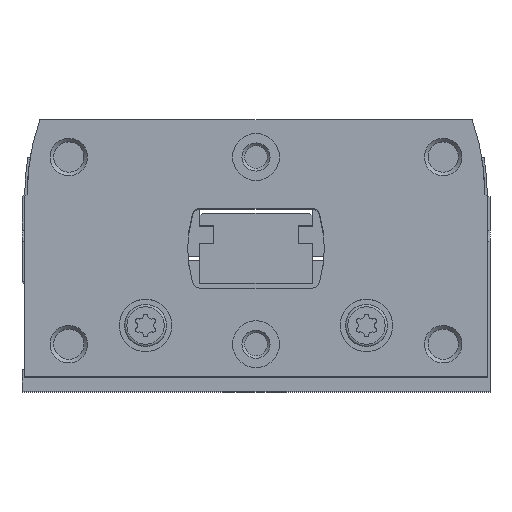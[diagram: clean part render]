
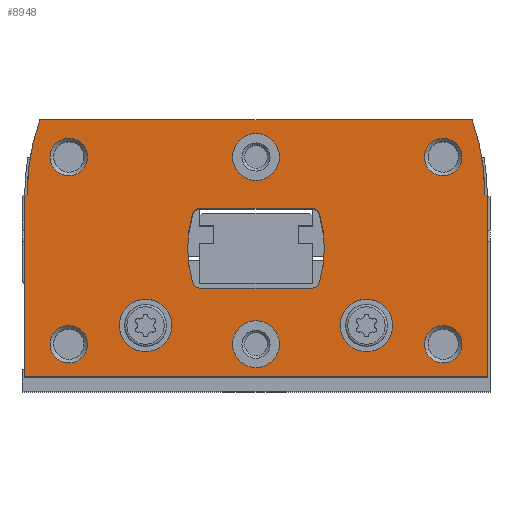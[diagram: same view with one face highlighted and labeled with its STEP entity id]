
A CAD part, top view. The second image highlights one B-rep face of the part: STEP entity #8948.
In plain terms, the highlighted planar face has unit normal (0, 0, 1).
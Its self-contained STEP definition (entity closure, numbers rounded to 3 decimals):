
#411=LINE('',#13952,#909);
#416=LINE('',#13962,#914);
#434=LINE('',#14008,#932);
#440=LINE('',#14020,#938);
#454=LINE('',#14093,#952);
#456=LINE('',#14096,#954);
#457=LINE('',#14124,#955);
#458=LINE('',#14144,#956);
#909=VECTOR('',#11419,1000.);
#914=VECTOR('',#11426,1000.);
#932=VECTOR('',#11462,1000.);
#938=VECTOR('',#11472,1000.);
#952=VECTOR('',#11528,1000.);
#954=VECTOR('',#11532,1000.);
#955=VECTOR('',#11561,1000.);
#956=VECTOR('',#11582,1000.);
#1223=PLANE('',#9730);
#2376=ORIENTED_EDGE('',*,*,#3991,.F.);
#2377=ORIENTED_EDGE('',*,*,#3992,.F.);
#2378=ORIENTED_EDGE('',*,*,#3993,.T.);
#2379=ORIENTED_EDGE('',*,*,#3994,.T.);
#2380=ORIENTED_EDGE('',*,*,#3995,.T.);
#2381=ORIENTED_EDGE('',*,*,#3996,.T.);
#2382=ORIENTED_EDGE('',*,*,#3997,.T.);
#2383=ORIENTED_EDGE('',*,*,#3998,.T.);
#2384=ORIENTED_EDGE('',*,*,#3956,.F.);
#2385=ORIENTED_EDGE('',*,*,#3974,.F.);
#2386=ORIENTED_EDGE('',*,*,#3969,.F.);
#2387=ORIENTED_EDGE('',*,*,#3965,.F.);
#2388=ORIENTED_EDGE('',*,*,#3999,.F.);
#2389=ORIENTED_EDGE('',*,*,#4000,.F.);
#2390=ORIENTED_EDGE('',*,*,#4001,.F.);
#2391=ORIENTED_EDGE('',*,*,#3959,.F.);
#2392=ORIENTED_EDGE('',*,*,#3942,.T.);
#2393=ORIENTED_EDGE('',*,*,#3936,.T.);
#2394=ORIENTED_EDGE('',*,*,#3976,.T.);
#2395=ORIENTED_EDGE('',*,*,#3907,.T.);
#2396=ORIENTED_EDGE('',*,*,#3912,.T.);
#2397=ORIENTED_EDGE('',*,*,#3916,.T.);
#2398=ORIENTED_EDGE('',*,*,#3990,.T.);
#2399=ORIENTED_EDGE('',*,*,#3948,.T.);
#3907=EDGE_CURVE('',#4815,#4814,#411,.T.);
#3912=EDGE_CURVE('',#4814,#4818,#416,.T.);
#3916=EDGE_CURVE('',#4818,#4820,#5397,.T.);
#3936=EDGE_CURVE('',#4835,#4837,#434,.T.);
#3942=EDGE_CURVE('',#4841,#4835,#440,.T.);
#3948=EDGE_CURVE('',#4846,#4841,#5403,.T.);
#3956=EDGE_CURVE('',#4851,#4852,#5407,.T.);
#3959=EDGE_CURVE('',#4852,#4853,#5408,.T.);
#3965=EDGE_CURVE('',#4857,#4858,#5411,.T.);
#3969=EDGE_CURVE('',#4858,#4861,#5413,.T.);
#3974=EDGE_CURVE('',#4861,#4851,#454,.T.);
#3976=EDGE_CURVE('',#4837,#4815,#456,.T.);
#3990=EDGE_CURVE('',#4820,#4846,#457,.T.);
#3991=EDGE_CURVE('',#4877,#4877,#5429,.T.);
#3992=EDGE_CURVE('',#4878,#4878,#5430,.T.);
#3993=EDGE_CURVE('',#4879,#4879,#5431,.T.);
#3994=EDGE_CURVE('',#4880,#4880,#5432,.T.);
#3995=EDGE_CURVE('',#4881,#4881,#5433,.T.);
#3996=EDGE_CURVE('',#4882,#4882,#5434,.T.);
#3997=EDGE_CURVE('',#4883,#4883,#5435,.T.);
#3998=EDGE_CURVE('',#4884,#4884,#5436,.T.);
#3999=EDGE_CURVE('',#4885,#4857,#5437,.T.);
#4000=EDGE_CURVE('',#4886,#4885,#458,.T.);
#4001=EDGE_CURVE('',#4853,#4886,#5438,.T.);
#4814=VERTEX_POINT('',#13951);
#4815=VERTEX_POINT('',#13953);
#4818=VERTEX_POINT('',#13961);
#4820=VERTEX_POINT('',#13968);
#4835=VERTEX_POINT('',#14002);
#4837=VERTEX_POINT('',#14007);
#4841=VERTEX_POINT('',#14018);
#4846=VERTEX_POINT('',#14033);
#4851=VERTEX_POINT('',#14049);
#4852=VERTEX_POINT('',#14051);
#4853=VERTEX_POINT('',#14059);
#4857=VERTEX_POINT('',#14072);
#4858=VERTEX_POINT('',#14074);
#4861=VERTEX_POINT('',#14085);
#4877=VERTEX_POINT('',#14127);
#4878=VERTEX_POINT('',#14129);
#4879=VERTEX_POINT('',#14131);
#4880=VERTEX_POINT('',#14133);
#4881=VERTEX_POINT('',#14135);
#4882=VERTEX_POINT('',#14137);
#4883=VERTEX_POINT('',#14139);
#4884=VERTEX_POINT('',#14141);
#4885=VERTEX_POINT('',#14143);
#4886=VERTEX_POINT('',#14145);
#5397=CIRCLE('',#9685,24.);
#5403=CIRCLE('',#9697,24.);
#5407=CIRCLE('',#9702,0.8);
#5408=CIRCLE('',#9704,13.);
#5411=CIRCLE('',#9708,13.);
#5413=CIRCLE('',#9711,0.8);
#5429=CIRCLE('',#9731,2.8);
#5430=CIRCLE('',#9732,2.8);
#5431=CIRCLE('',#9733,2.5);
#5432=CIRCLE('',#9734,2.5);
#5433=CIRCLE('',#9735,2.);
#5434=CIRCLE('',#9736,2.);
#5435=CIRCLE('',#9737,2.);
#5436=CIRCLE('',#9738,2.);
#5437=CIRCLE('',#9739,0.8);
#5438=CIRCLE('',#9740,0.8);
#6006=EDGE_LOOP('',(#2376));
#6007=EDGE_LOOP('',(#2377));
#6008=EDGE_LOOP('',(#2378));
#6009=EDGE_LOOP('',(#2379));
#6010=EDGE_LOOP('',(#2380));
#6011=EDGE_LOOP('',(#2381));
#6012=EDGE_LOOP('',(#2382));
#6013=EDGE_LOOP('',(#2383));
#6014=EDGE_LOOP('',(#2384,#2385,#2386,#2387,#2388,#2389,#2390,#2391));
#6015=EDGE_LOOP('',(#2392,#2393,#2394,#2395,#2396,#2397,#2398,#2399));
#6746=FACE_BOUND('',#6006,.T.);
#6747=FACE_BOUND('',#6007,.T.);
#6748=FACE_BOUND('',#6008,.T.);
#6749=FACE_BOUND('',#6009,.T.);
#6750=FACE_BOUND('',#6010,.T.);
#6751=FACE_BOUND('',#6011,.T.);
#6752=FACE_BOUND('',#6012,.T.);
#6753=FACE_BOUND('',#6013,.T.);
#6754=FACE_BOUND('',#6014,.T.);
#6755=FACE_BOUND('',#6015,.T.);
#8948=ADVANCED_FACE('',(#6746,#6747,#6748,#6749,#6750,#6751,#6752,#6753,
#6754,#6755),#1223,.T.);
#9685=AXIS2_PLACEMENT_3D('',#13969,#11433,#11434);
#9697=AXIS2_PLACEMENT_3D('',#14032,#11483,#11484);
#9702=AXIS2_PLACEMENT_3D('',#14050,#11496,#11497);
#9704=AXIS2_PLACEMENT_3D('',#14058,#11501,#11502);
#9708=AXIS2_PLACEMENT_3D('',#14073,#11511,#11512);
#9711=AXIS2_PLACEMENT_3D('',#14084,#11518,#11519);
#9730=AXIS2_PLACEMENT_3D('',#14125,#11562,#11563);
#9731=AXIS2_PLACEMENT_3D('',#14126,#11564,#11565);
#9732=AXIS2_PLACEMENT_3D('',#14128,#11566,#11567);
#9733=AXIS2_PLACEMENT_3D('',#14130,#11568,#11569);
#9734=AXIS2_PLACEMENT_3D('',#14132,#11570,#11571);
#9735=AXIS2_PLACEMENT_3D('',#14134,#11572,#11573);
#9736=AXIS2_PLACEMENT_3D('',#14136,#11574,#11575);
#9737=AXIS2_PLACEMENT_3D('',#14138,#11576,#11577);
#9738=AXIS2_PLACEMENT_3D('',#14140,#11578,#11579);
#9739=AXIS2_PLACEMENT_3D('',#14142,#11580,#11581);
#9740=AXIS2_PLACEMENT_3D('',#14146,#11583,#11584);
#11419=DIRECTION('',(0.,1.,0.));
#11426=DIRECTION('',(-0.866,0.5,0.));
#11433=DIRECTION('',(0.,0.,1.));
#11434=DIRECTION('',(1.,0.,0.));
#11462=DIRECTION('',(0.,-1.,0.));
#11472=DIRECTION('',(-0.866,-0.5,0.));
#11483=DIRECTION('',(0.,0.,1.));
#11484=DIRECTION('',(1.,0.,0.));
#11496=DIRECTION('',(0.,0.,1.));
#11497=DIRECTION('',(1.,0.,0.));
#11501=DIRECTION('',(0.,0.,1.));
#11502=DIRECTION('',(1.,0.,0.));
#11511=DIRECTION('',(0.,0.,1.));
#11512=DIRECTION('',(1.,0.,0.));
#11518=DIRECTION('',(0.,0.,1.));
#11519=DIRECTION('',(1.,0.,0.));
#11528=DIRECTION('',(-1.,0.,0.));
#11532=DIRECTION('',(1.,0.,0.));
#11561=DIRECTION('',(-1.,0.,0.));
#11562=DIRECTION('',(0.,0.,1.));
#11563=DIRECTION('',(1.,0.,0.));
#11564=DIRECTION('',(0.,0.,1.));
#11565=DIRECTION('',(1.,0.,0.));
#11566=DIRECTION('',(0.,0.,1.));
#11567=DIRECTION('',(1.,0.,0.));
#11568=DIRECTION('',(0.,0.,-1.));
#11569=DIRECTION('',(-1.,0.,0.));
#11570=DIRECTION('',(0.,0.,-1.));
#11571=DIRECTION('',(-1.,0.,0.));
#11572=DIRECTION('',(0.,0.,-1.));
#11573=DIRECTION('',(-1.,0.,0.));
#11574=DIRECTION('',(0.,0.,-1.));
#11575=DIRECTION('',(-1.,0.,0.));
#11576=DIRECTION('',(0.,0.,-1.));
#11577=DIRECTION('',(-1.,0.,0.));
#11578=DIRECTION('',(0.,0.,-1.));
#11579=DIRECTION('',(-1.,0.,0.));
#11580=DIRECTION('',(0.,0.,1.));
#11581=DIRECTION('',(1.,0.,0.));
#11582=DIRECTION('',(1.,0.,0.));
#11583=DIRECTION('',(0.,0.,1.));
#11584=DIRECTION('',(1.,0.,0.));
#13951=CARTESIAN_POINT('',(24.75,19.327,0.));
#13952=CARTESIAN_POINT('',(24.75,0.,0.));
#13953=CARTESIAN_POINT('',(24.75,0.,0.));
#13961=CARTESIAN_POINT('',(24.45,19.5,0.));
#13962=CARTESIAN_POINT('',(24.75,19.327,0.));
#13968=CARTESIAN_POINT('',(23.077,27.5,0.));
#13969=CARTESIAN_POINT('',(0.45,19.5,0.));
#14002=CARTESIAN_POINT('',(-24.75,19.327,0.));
#14007=CARTESIAN_POINT('',(-24.75,0.,0.));
#14008=CARTESIAN_POINT('',(-24.75,19.327,0.));
#14018=CARTESIAN_POINT('',(-24.45,19.5,0.));
#14020=CARTESIAN_POINT('',(-24.45,19.5,0.));
#14032=CARTESIAN_POINT('',(-0.45,19.5,0.));
#14033=CARTESIAN_POINT('',(-23.077,27.5,0.));
#14049=CARTESIAN_POINT('',(-6.002,18.,0.));
#14050=CARTESIAN_POINT('',(-6.002,17.2,0.));
#14051=CARTESIAN_POINT('',(-6.769,17.426,0.));
#14058=CARTESIAN_POINT('',(5.7,13.75,0.));
#14059=CARTESIAN_POINT('',(-6.769,10.074,0.));
#14072=CARTESIAN_POINT('',(6.769,10.074,0.));
#14073=CARTESIAN_POINT('',(-5.7,13.75,0.));
#14074=CARTESIAN_POINT('',(6.769,17.426,0.));
#14084=CARTESIAN_POINT('',(6.002,17.2,0.));
#14085=CARTESIAN_POINT('',(6.002,18.,0.));
#14093=CARTESIAN_POINT('',(6.002,18.,0.));
#14096=CARTESIAN_POINT('',(-24.75,0.,0.));
#14124=CARTESIAN_POINT('',(23.077,27.5,0.));
#14125=CARTESIAN_POINT('',(0.45,19.5,0.));
#14126=CARTESIAN_POINT('',(-11.8,5.5,0.));
#14127=CARTESIAN_POINT('',(-9.,5.5,0.));
#14128=CARTESIAN_POINT('',(11.8,5.5,0.));
#14129=CARTESIAN_POINT('',(14.6,5.5,0.));
#14130=CARTESIAN_POINT('',(0.,3.5,0.));
#14131=CARTESIAN_POINT('',(-2.5,3.5,0.));
#14132=CARTESIAN_POINT('',(0.,23.5,0.));
#14133=CARTESIAN_POINT('',(-2.5,23.5,0.));
#14134=CARTESIAN_POINT('',(20.,3.5,0.));
#14135=CARTESIAN_POINT('',(18.,3.5,0.));
#14136=CARTESIAN_POINT('',(-20.,3.5,0.));
#14137=CARTESIAN_POINT('',(-22.,3.5,0.));
#14138=CARTESIAN_POINT('',(-20.,23.5,0.));
#14139=CARTESIAN_POINT('',(-22.,23.5,0.));
#14140=CARTESIAN_POINT('',(20.,23.5,0.));
#14141=CARTESIAN_POINT('',(18.,23.5,0.));
#14142=CARTESIAN_POINT('',(6.002,10.3,0.));
#14143=CARTESIAN_POINT('',(6.002,9.5,0.));
#14144=CARTESIAN_POINT('',(-6.002,9.5,0.));
#14145=CARTESIAN_POINT('',(-6.002,9.5,0.));
#14146=CARTESIAN_POINT('',(-6.002,10.3,0.));
